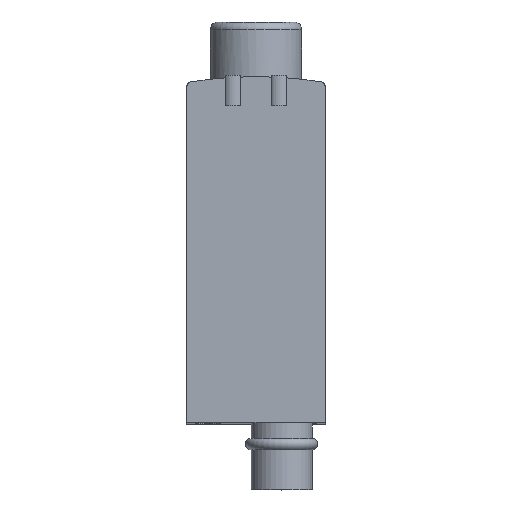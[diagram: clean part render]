
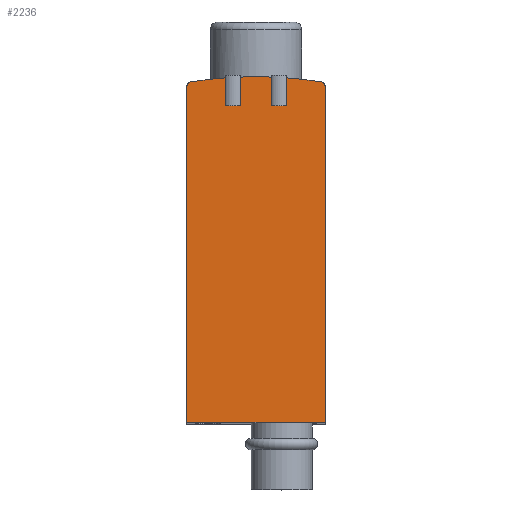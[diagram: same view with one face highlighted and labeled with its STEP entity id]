
A CAD part, top view. The second image highlights one B-rep face of the part: STEP entity #2236.
In plain terms, the highlighted planar face has unit normal (0, 0, 1).
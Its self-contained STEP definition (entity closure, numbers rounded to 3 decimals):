
#40=PLANE('',#2371);
#74=CIRCLE('',#2303,55.3);
#75=CIRCLE('',#2304,55.3);
#77=CIRCLE('',#2306,55.3);
#107=CIRCLE('',#2363,0.5);
#109=CIRCLE('',#2368,0.5);
#339=ORIENTED_EDGE('',*,*,#715,.F.);
#340=ORIENTED_EDGE('',*,*,#629,.T.);
#341=ORIENTED_EDGE('',*,*,#705,.T.);
#342=ORIENTED_EDGE('',*,*,#708,.T.);
#343=ORIENTED_EDGE('',*,*,#675,.T.);
#344=ORIENTED_EDGE('',*,*,#710,.T.);
#345=ORIENTED_EDGE('',*,*,#713,.T.);
#346=ORIENTED_EDGE('',*,*,#625,.T.);
#347=ORIENTED_EDGE('',*,*,#716,.F.);
#348=ORIENTED_EDGE('',*,*,#717,.T.);
#349=ORIENTED_EDGE('',*,*,#718,.F.);
#350=ORIENTED_EDGE('',*,*,#621,.T.);
#351=ORIENTED_EDGE('',*,*,#719,.F.);
#352=ORIENTED_EDGE('',*,*,#720,.T.);
#621=EDGE_CURVE('',#850,#849,#74,.T.);
#625=EDGE_CURVE('',#854,#853,#75,.T.);
#629=EDGE_CURVE('',#847,#857,#77,.T.);
#675=EDGE_CURVE('',#890,#893,#1032,.T.);
#705=EDGE_CURVE('',#857,#910,#107,.T.);
#708=EDGE_CURVE('',#910,#890,#1050,.T.);
#710=EDGE_CURVE('',#893,#912,#1052,.T.);
#713=EDGE_CURVE('',#912,#854,#109,.T.);
#715=EDGE_CURVE('',#847,#914,#1055,.T.);
#716=EDGE_CURVE('',#915,#853,#1056,.T.);
#717=EDGE_CURVE('',#915,#916,#1057,.T.);
#718=EDGE_CURVE('',#850,#916,#1058,.T.);
#719=EDGE_CURVE('',#917,#849,#1059,.T.);
#720=EDGE_CURVE('',#917,#914,#1060,.T.);
#847=VERTEX_POINT('',#2973);
#849=VERTEX_POINT('',#2983);
#850=VERTEX_POINT('',#2985);
#853=VERTEX_POINT('',#2997);
#854=VERTEX_POINT('',#2999);
#857=VERTEX_POINT('',#3005);
#890=VERTEX_POINT('',#3124);
#893=VERTEX_POINT('',#3131);
#910=VERTEX_POINT('',#3198);
#912=VERTEX_POINT('',#3207);
#914=VERTEX_POINT('',#3217);
#915=VERTEX_POINT('',#3219);
#916=VERTEX_POINT('',#3221);
#917=VERTEX_POINT('',#3224);
#1032=LINE('',#3132,#1172);
#1050=LINE('',#3203,#1190);
#1052=LINE('',#3206,#1192);
#1055=LINE('',#3216,#1195);
#1056=LINE('',#3218,#1196);
#1057=LINE('',#3220,#1197);
#1058=LINE('',#3222,#1198);
#1059=LINE('',#3223,#1199);
#1060=LINE('',#3225,#1200);
#1172=VECTOR('',#2568,1000.);
#1190=VECTOR('',#2656,1000.);
#1192=VECTOR('',#2660,1000.);
#1195=VECTOR('',#2673,1000.);
#1196=VECTOR('',#2674,1000.);
#1197=VECTOR('',#2675,1000.);
#1198=VECTOR('',#2676,1000.);
#1199=VECTOR('',#2677,1000.);
#1200=VECTOR('',#2678,1000.);
#1322=EDGE_LOOP('',(#339,#340,#341,#342,#343,#344,#345,#346,#347,#348,#349,
#350,#351,#352));
#1437=FACE_BOUND('',#1322,.T.);
#2236=ADVANCED_FACE('',(#1437),#40,.T.);
#2303=AXIS2_PLACEMENT_3D('',#2984,#2483,#2484);
#2304=AXIS2_PLACEMENT_3D('',#2998,#2487,#2488);
#2306=AXIS2_PLACEMENT_3D('',#3006,#2493,#2494);
#2363=AXIS2_PLACEMENT_3D('',#3197,#2649,#2650);
#2368=AXIS2_PLACEMENT_3D('',#3212,#2665,#2666);
#2371=AXIS2_PLACEMENT_3D('',#3215,#2671,#2672);
#2483=DIRECTION('',(0.,0.,1.));
#2484=DIRECTION('',(1.,0.,0.));
#2487=DIRECTION('',(0.,0.,1.));
#2488=DIRECTION('',(1.,0.,0.));
#2493=DIRECTION('',(0.,0.,1.));
#2494=DIRECTION('',(1.,0.,0.));
#2568=DIRECTION('',(1.,0.,0.));
#2649=DIRECTION('',(0.,0.,1.));
#2650=DIRECTION('',(1.,0.,0.));
#2656=DIRECTION('',(0.,-1.,0.));
#2660=DIRECTION('',(0.,1.,0.));
#2665=DIRECTION('',(0.,0.,1.));
#2666=DIRECTION('',(1.,0.,0.));
#2671=DIRECTION('',(0.,0.,1.));
#2672=DIRECTION('',(1.,0.,0.));
#2673=DIRECTION('',(0.,-1.,0.));
#2674=DIRECTION('',(0.,1.,0.));
#2675=DIRECTION('',(-1.,0.,0.));
#2676=DIRECTION('',(0.,-1.,0.));
#2677=DIRECTION('',(0.,1.,0.));
#2678=DIRECTION('',(-1.,0.,0.));
#2973=CARTESIAN_POINT('',(-4.,45.155,92.));
#2983=CARTESIAN_POINT('',(-2.,45.264,92.));
#2984=CARTESIAN_POINT('',(0.,-10.,92.));
#2985=CARTESIAN_POINT('',(2.,45.264,92.));
#2997=CARTESIAN_POINT('',(4.,45.155,92.));
#2998=CARTESIAN_POINT('',(0.,-10.,92.));
#2999=CARTESIAN_POINT('',(8.628,44.623,92.));
#3005=CARTESIAN_POINT('',(-8.628,44.623,92.));
#3006=CARTESIAN_POINT('',(0.,-10.,92.));
#3124=CARTESIAN_POINT('',(-9.05,0.,92.));
#3131=CARTESIAN_POINT('',(9.05,0.,92.));
#3132=CARTESIAN_POINT('',(-9.05,0.,92.));
#3197=CARTESIAN_POINT('',(-8.55,44.129,92.));
#3198=CARTESIAN_POINT('',(-9.05,44.129,92.));
#3203=CARTESIAN_POINT('',(-9.05,44.129,92.));
#3206=CARTESIAN_POINT('',(9.05,0.,92.));
#3207=CARTESIAN_POINT('',(9.05,44.129,92.));
#3212=CARTESIAN_POINT('',(8.55,44.129,92.));
#3215=CARTESIAN_POINT('',(-8.55,44.129,92.));
#3216=CARTESIAN_POINT('',(-4.,44.129,92.));
#3217=CARTESIAN_POINT('',(-4.,41.5,92.));
#3218=CARTESIAN_POINT('',(4.,44.129,92.));
#3219=CARTESIAN_POINT('',(4.,41.5,92.));
#3220=CARTESIAN_POINT('',(-8.55,41.5,92.));
#3221=CARTESIAN_POINT('',(2.,41.5,92.));
#3222=CARTESIAN_POINT('',(2.,44.129,92.));
#3223=CARTESIAN_POINT('',(-2.,44.129,92.));
#3224=CARTESIAN_POINT('',(-2.,41.5,92.));
#3225=CARTESIAN_POINT('',(-8.55,41.5,92.));
